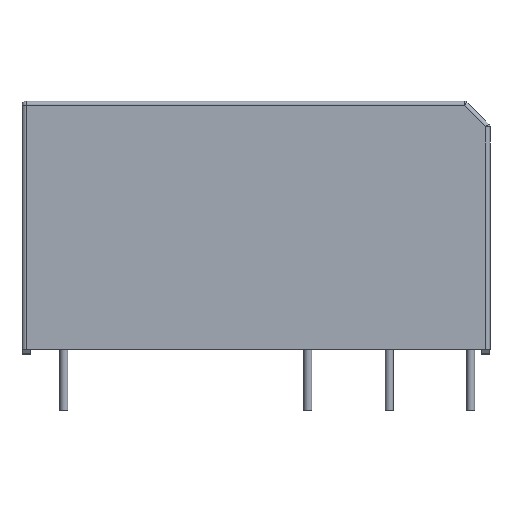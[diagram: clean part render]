
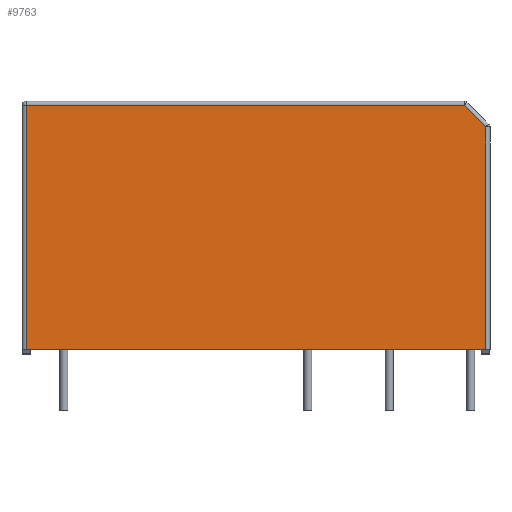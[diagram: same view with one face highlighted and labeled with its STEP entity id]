
A CAD part, front view. The second image highlights one B-rep face of the part: STEP entity #9763.
In plain terms, the highlighted planar face has unit normal (0, -1, 0).
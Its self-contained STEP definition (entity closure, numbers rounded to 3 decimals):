
#428 = LINE ( 'NONE', #610, #15912 ) ;
#570 = VERTEX_POINT ( 'NONE', #7788 ) ;
#610 = CARTESIAN_POINT ( 'NONE',  ( 14.5, -6.35, 15.45 ) ) ;
#815 = ORIENTED_EDGE ( 'NONE', *, *, #1847, .T. ) ;
#1055 = PLANE ( 'NONE',  #6926 ) ;
#1245 = CARTESIAN_POINT ( 'NONE',  ( 14.5, -6.35, 15.7 ) ) ;
#1847 = EDGE_CURVE ( 'NONE', #570, #12252, #2170, .T. ) ;
#2062 = DIRECTION ( 'NONE',  ( -1., 0., 0. ) ) ;
#2063 = EDGE_CURVE ( 'NONE', #3550, #8184, #428, .T. ) ;
#2170 = LINE ( 'NONE', #11551, #2603 ) ;
#2603 = VECTOR ( 'NONE', #17043, 1000. ) ;
#2871 = CARTESIAN_POINT ( 'NONE',  ( 14.25, -6.35, 0.3 ) ) ;
#3502 = ORIENTED_EDGE ( 'NONE', *, *, #13266, .T. ) ;
#3550 = VERTEX_POINT ( 'NONE', #12444 ) ;
#6105 = VECTOR ( 'NONE', #15800, 1000. ) ;
#6156 = VECTOR ( 'NONE', #9729, 1000. ) ;
#6215 = LINE ( 'NONE', #15719, #6105 ) ;
#6266 = CARTESIAN_POINT ( 'NONE',  ( 14.25, -6.35, 14.096 ) ) ;
#6814 = DIRECTION ( 'NONE',  ( 0., 1., 0. ) ) ;
#6926 = AXIS2_PLACEMENT_3D ( 'NONE', #1245, #6814, #12162 ) ;
#7081 = VERTEX_POINT ( 'NONE', #6266 ) ;
#7327 = ORIENTED_EDGE ( 'NONE', *, *, #14127, .T. ) ;
#7683 = ORIENTED_EDGE ( 'NONE', *, *, #2063, .T. ) ;
#7788 = CARTESIAN_POINT ( 'NONE',  ( -14.25, -6.35, 0.3 ) ) ;
#8184 = VERTEX_POINT ( 'NONE', #9157 ) ;
#8684 = VECTOR ( 'NONE', #9430, 1000. ) ;
#9157 = CARTESIAN_POINT ( 'NONE',  ( -14.25, -6.35, 15.45 ) ) ;
#9430 = DIRECTION ( 'NONE',  ( 0., 0., -1. ) ) ;
#9511 = LINE ( 'NONE', #12324, #8684 ) ;
#9729 = DIRECTION ( 'NONE',  ( -0.707, 0., 0.707 ) ) ;
#9763 = ADVANCED_FACE ( 'NONE', ( #13590 ), #1055, .F. ) ;
#11365 = CARTESIAN_POINT ( 'NONE',  ( 12.823, -6.35, 15.523 ) ) ;
#11551 = CARTESIAN_POINT ( 'NONE',  ( 14.5, -6.35, 0.3 ) ) ;
#11756 = ORIENTED_EDGE ( 'NONE', *, *, #15381, .T. ) ;
#12162 = DIRECTION ( 'NONE',  ( -1., 0., 0. ) ) ;
#12252 = VERTEX_POINT ( 'NONE', #2871 ) ;
#12324 = CARTESIAN_POINT ( 'NONE',  ( -14.25, -6.35, 15.7 ) ) ;
#12444 = CARTESIAN_POINT ( 'NONE',  ( 12.896, -6.35, 15.45 ) ) ;
#12536 = LINE ( 'NONE', #11365, #6156 ) ;
#13266 = EDGE_CURVE ( 'NONE', #12252, #7081, #6215, .T. ) ;
#13590 = FACE_OUTER_BOUND ( 'NONE', #13987, .T. ) ;
#13987 = EDGE_LOOP ( 'NONE', ( #7683, #7327, #815, #3502, #11756 ) ) ;
#14127 = EDGE_CURVE ( 'NONE', #8184, #570, #9511, .T. ) ;
#15381 = EDGE_CURVE ( 'NONE', #7081, #3550, #12536, .T. ) ;
#15719 = CARTESIAN_POINT ( 'NONE',  ( 14.25, -6.35, 15.7 ) ) ;
#15800 = DIRECTION ( 'NONE',  ( 0., 0., 1. ) ) ;
#15912 = VECTOR ( 'NONE', #2062, 1000. ) ;
#17043 = DIRECTION ( 'NONE',  ( 1., 0., 0. ) ) ;
